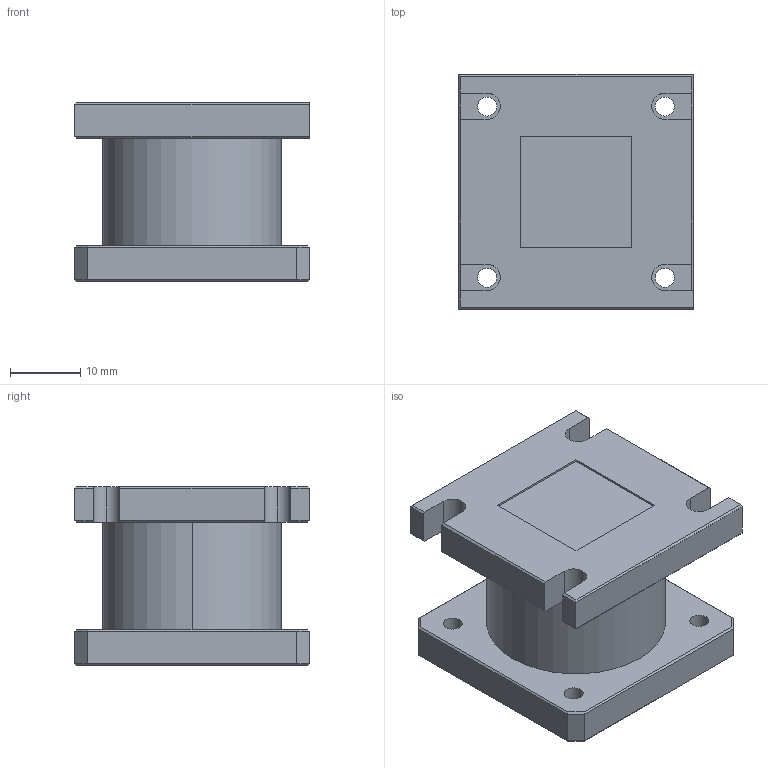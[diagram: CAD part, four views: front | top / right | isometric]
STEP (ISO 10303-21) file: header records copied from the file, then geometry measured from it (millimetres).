
FILE_DESCRIPTION (( 'STEP AP214' ), '1' );
FILE_NAME ('WT-6SC-622-584-C.STEP', '2022-10-27T20:27:28', ( '' ), ( '' ), 'SwSTEP 2.0', 'SolidWorks 2021', '' );
FILE_SCHEMA (( 'AUTOMOTIVE_DESIGN' ));
Length unit declared in the file: inch
Products named in the file (1): WT-6SC-622-584-C
Bounding box: 33.32 x 33.32 x 25.4 mm (x, y, z)
Volume: 18315.8 mm3; surface area: 6089.2 mm2
Topology: 1 solids, 1 shells, 84 faces, 212 edges, 134 vertices
Faces by surface type: plane 60, cylinder 16, bspline 8
Entity records: 2908 total; most frequent: CARTESIAN_POINT 847, ORIENTED_EDGE 424, DIRECTION 394, EDGE_CURVE 212, VECTOR 168, LINE 168, VERTEX_POINT 134, AXIS2_PLACEMENT_3D 113
